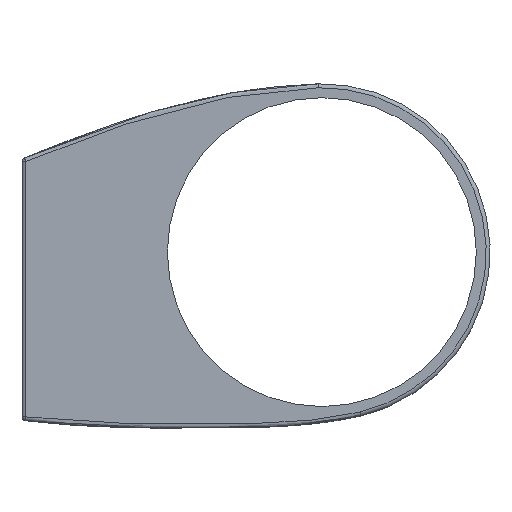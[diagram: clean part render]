
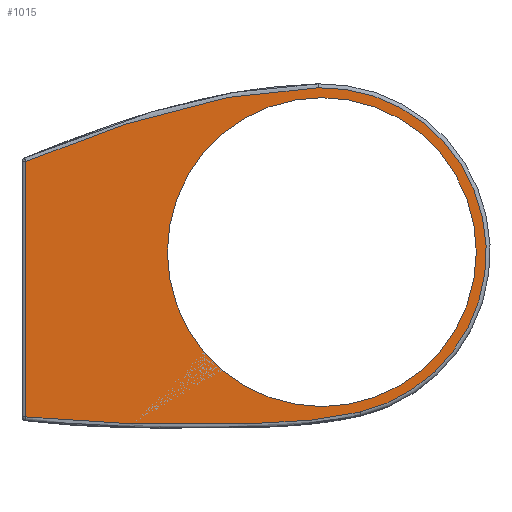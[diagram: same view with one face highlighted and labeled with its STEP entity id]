
A CAD part, front view. The second image highlights one B-rep face of the part: STEP entity #1015.
In plain terms, the highlighted face is planar.
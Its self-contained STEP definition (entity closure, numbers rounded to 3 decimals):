
#37=PLANE('',#1104);
#141=LINE('',#1628,#163);
#163=VECTOR('',#1233,1000.);
#182=B_SPLINE_CURVE_WITH_KNOTS('',3,(#1617,#1618,#1619,#1620,#1621,#1622,
#1623),.UNSPECIFIED.,.F.,.F.,(4,1,1,1,4),(0.,0.011,0.021,
0.032,0.043),.UNSPECIFIED.);
#183=B_SPLINE_CURVE_WITH_KNOTS('',3,(#1653,#1654,#1655,#1656,#1657),
 .UNSPECIFIED.,.F.,.F.,(4,1,4),(0.,0.019,0.039),
 .UNSPECIFIED.);
#359=ORIENTED_EDGE('',*,*,#410,.F.);
#360=ORIENTED_EDGE('',*,*,#431,.F.);
#361=ORIENTED_EDGE('',*,*,#428,.F.);
#362=ORIENTED_EDGE('',*,*,#423,.F.);
#363=ORIENTED_EDGE('',*,*,#425,.F.);
#410=EDGE_CURVE('',#477,#477,#523,.T.);
#423=EDGE_CURVE('',#484,#486,#182,.T.);
#425=EDGE_CURVE('',#487,#484,#141,.T.);
#428=EDGE_CURVE('',#486,#489,#532,.F.);
#431=EDGE_CURVE('',#489,#487,#183,.T.);
#477=VERTEX_POINT('',#1544);
#484=VERTEX_POINT('',#1590);
#486=VERTEX_POINT('',#1616);
#487=VERTEX_POINT('',#1626);
#489=VERTEX_POINT('',#1632);
#523=CIRCLE('',#1070,19.733);
#532=CIRCLE('',#1083,21.);
#594=EDGE_LOOP('',(#359));
#595=EDGE_LOOP('',(#360,#361,#362,#363));
#646=FACE_BOUND('',#594,.T.);
#647=FACE_BOUND('',#595,.T.);
#1015=ADVANCED_FACE('',(#646,#647),#37,.T.);
#1070=AXIS2_PLACEMENT_3D('',#1543,#1207,#1208);
#1083=AXIS2_PLACEMENT_3D('',#1633,#1239,#1240);
#1104=AXIS2_PLACEMENT_3D('',#1758,#1286,#1287);
#1207=DIRECTION('',(0.,1.,0.));
#1208=DIRECTION('',(0.,0.,-1.));
#1233=DIRECTION('',(0.,0.,-1.));
#1239=DIRECTION('',(0.,1.,0.));
#1240=DIRECTION('',(0.,0.,1.));
#1286=DIRECTION('',(0.,1.,0.));
#1287=DIRECTION('',(0.,0.,1.));
#1543=CARTESIAN_POINT('',(0.,-79.,0.));
#1544=CARTESIAN_POINT('',(0.,-79.,-19.733));
#1590=CARTESIAN_POINT('',(-37.8,-79.,-21.05));
#1616=CARTESIAN_POINT('',(4.895,-79.,-20.422));
#1617=CARTESIAN_POINT('',(-37.8,-79.,-21.05));
#1618=CARTESIAN_POINT('',(-34.26,-79.,-21.556));
#1619=CARTESIAN_POINT('',(-27.131,-79.,-21.949));
#1620=CARTESIAN_POINT('',(-16.413,-79.,-22.036));
#1621=CARTESIAN_POINT('',(-5.703,-79.,-21.95));
#1622=CARTESIAN_POINT('',(1.388,-79.,-21.262));
#1623=CARTESIAN_POINT('',(4.895,-79.,-20.422));
#1626=CARTESIAN_POINT('',(-37.8,-79.,11.573));
#1628=CARTESIAN_POINT('',(-37.8,-79.,-22.507));
#1632=CARTESIAN_POINT('',(-0.474,-79.,20.995));
#1633=CARTESIAN_POINT('',(0.,-79.,0.));
#1653=CARTESIAN_POINT('',(-0.474,-79.,20.995));
#1654=CARTESIAN_POINT('',(-6.94,-79.,20.849));
#1655=CARTESIAN_POINT('',(-19.734,-79.,18.571));
#1656=CARTESIAN_POINT('',(-31.842,-79.,14.059));
#1657=CARTESIAN_POINT('',(-37.8,-79.,11.573));
#1758=CARTESIAN_POINT('',(-16.642,-79.,-22.507));
